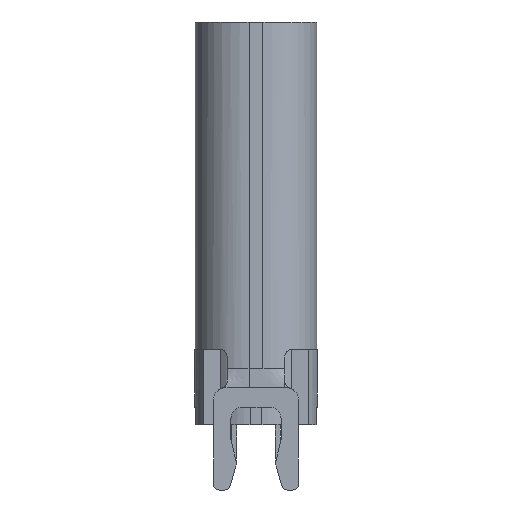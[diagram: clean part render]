
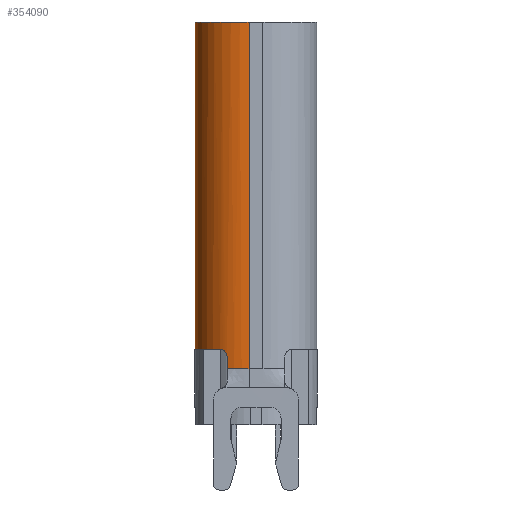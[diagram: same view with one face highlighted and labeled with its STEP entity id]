
A CAD part, left-side view. The second image highlights one B-rep face of the part: STEP entity #354090.
In plain terms, the highlighted cylindrical face has radius 1.4 mm (diameter 2.8 mm), a partial arc.
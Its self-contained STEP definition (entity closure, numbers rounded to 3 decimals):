
#326960=CARTESIAN_POINT('',(4.47,-2.231,0.507));
#326970=VERTEX_POINT('',#326960);
#327000=CARTESIAN_POINT('',(3.07,-2.231,0.507));
#327010=DIRECTION('',(0.,0.,1.));
#327020=DIRECTION('',(1.,0.,0.));
#327030=AXIS2_PLACEMENT_3D('',#327000,#327010,#327020);
#327040=CIRCLE('',#327030,1.4);
#327050=CARTESIAN_POINT('',(3.07,-3.631,
0.507));
#327060=VERTEX_POINT('',#327050);
#327070=EDGE_CURVE('',#327060,#326970,#327040,.T.);
#346340=CARTESIAN_POINT('',(4.349,-2.801,
-8.673));
#346350=DIRECTION('',(0.,0.,-1.));
#346360=VECTOR('',#346350,1.);
#346370=LINE('',#346340,#346360);
#346380=CARTESIAN_POINT('',(4.349,-2.801,
-8.193));
#346390=VERTEX_POINT('',#346380);
#346400=CARTESIAN_POINT('',(4.349,-2.801,
-8.493));
#346410=VERTEX_POINT('',#346400);
#346420=EDGE_CURVE('',#346390,#346410,#346370,.T.);
#347170=CARTESIAN_POINT('',(3.07,-2.231,-7.993));
#347180=DIRECTION('',(0.,0.,-1.));
#347190=DIRECTION('',(1.,0.,0.));
#347200=AXIS2_PLACEMENT_3D('',#347170,#347180,#347190);
#347210=CIRCLE('',#347200,1.4);
#347220=CARTESIAN_POINT('',(4.254,-2.978,
-7.993));
#347230=VERTEX_POINT('',#347220);
#347240=CARTESIAN_POINT('',(3.07,-3.631,
-7.993));
#347250=VERTEX_POINT('',#347240);
#347260=EDGE_CURVE('',#347230,#347250,#347210,.T.);
#352250=CARTESIAN_POINT('',(3.07,-3.631,
0.507));
#352260=DIRECTION('',(0.,0.,-1.));
#352270=VECTOR('',#352260,1.);
#352280=LINE('',#352250,#352270);
#352290=EDGE_CURVE('',#327060,#347250,#352280,.T.);
#353610=CARTESIAN_POINT('',(3.07,-2.231,-8.673));
#353620=DIRECTION('',(0.,0.,1.));
#353630=DIRECTION('',(1.,0.,0.));
#353640=AXIS2_PLACEMENT_3D('',#353610,#353620,#353630);
#353650=CYLINDRICAL_SURFACE('',#353640,1.4);
#353660=CARTESIAN_POINT('',(0.,-1.082,-8.193));
#353670=DIRECTION('',(0.913,-0.407,0.));
#353680=DIRECTION('',(-0.407,-0.913,0.));
#353690=AXIS2_PLACEMENT_3D('',#353660,#353670,#353680);
#353700=CYLINDRICAL_SURFACE('',#353690,0.2);
#353710=CARTESIAN_POINT('',(4.254,-2.978,
-7.993));
#353720=CARTESIAN_POINT('',(4.268,-2.956,
-7.993));
#353730=CARTESIAN_POINT('',(4.281,-2.934,
-7.998));
#353740=CARTESIAN_POINT('',(4.293,-2.912,
-8.008));
#353750=CARTESIAN_POINT('',(4.305,-2.891,
-8.018));
#353760=CARTESIAN_POINT('',(4.315,-2.871,
-8.033));
#353770=CARTESIAN_POINT('',(4.324,-2.855,
-8.051));
#353780=CARTESIAN_POINT('',(4.332,-2.838,
-8.07));
#353790=CARTESIAN_POINT('',(4.338,-2.824,
-8.092));
#353800=CARTESIAN_POINT('',(4.342,-2.815,
-8.116));
#353810=CARTESIAN_POINT('',(4.347,-2.806,
-8.14));
#353820=CARTESIAN_POINT('',(4.349,-2.801,
-8.167));
#353830=CARTESIAN_POINT('',(4.349,-2.801,
-8.193));
#353840=B_SPLINE_CURVE_WITH_KNOTS('',3,(#353710,#353720,#353730,#353740,
#353750,#353760,#353770,#353780,#353790,#353800,#353810,#353820,#353830)
,.UNSPECIFIED.,.F.,.F.,(4,3,3,3,4),(0.,0.079,
0.157,0.236,0.315),.UNSPECIFIED.);
#353850=SURFACE_CURVE('',#353840,(#353700,#353650),.CURVE_3D.);
#353860=EDGE_CURVE('',#347230,#346390,#353850,.T.);
#353870=ORIENTED_EDGE('',*,*,#353860,.T.);
#353880=ORIENTED_EDGE('',*,*,#347260,.F.);
#353890=ORIENTED_EDGE('',*,*,#352290,.T.);
#353900=ORIENTED_EDGE('',*,*,#327070,.F.);
#353910=CARTESIAN_POINT('',(4.47,-2.231,-8.673));
#353920=DIRECTION('',(0.,0.,1.));
#353930=VECTOR('',#353920,1.);
#353940=LINE('',#353910,#353930);
#353950=CARTESIAN_POINT('',(4.47,-2.231,-8.493));
#353960=VERTEX_POINT('',#353950);
#353970=EDGE_CURVE('',#353960,#326970,#353940,.T.);
#353980=ORIENTED_EDGE('',*,*,#353970,.T.);
#353990=CARTESIAN_POINT('',(3.088,-2.234,
-8.48));
#354000=DIRECTION('',(-0.009,0.005,
-1.));
#354010=DIRECTION('',(-1.,0.,
0.009));
#354020=AXIS2_PLACEMENT_3D('',#353990,#354000,#354010);
#354030=CIRCLE('',#354020,1.382);
#354040=EDGE_CURVE('',#353960,#346410,#354030,.T.);
#354050=ORIENTED_EDGE('',*,*,#354040,.F.);
#354060=ORIENTED_EDGE('',*,*,#346420,.T.);
#354070=EDGE_LOOP('',(#354060,#354050,#353980,#353900,#353890,#353880,
#353870));
#354080=FACE_OUTER_BOUND('',#354070,.T.);
#354090=ADVANCED_FACE('',(#354080),#353650,.T.);
